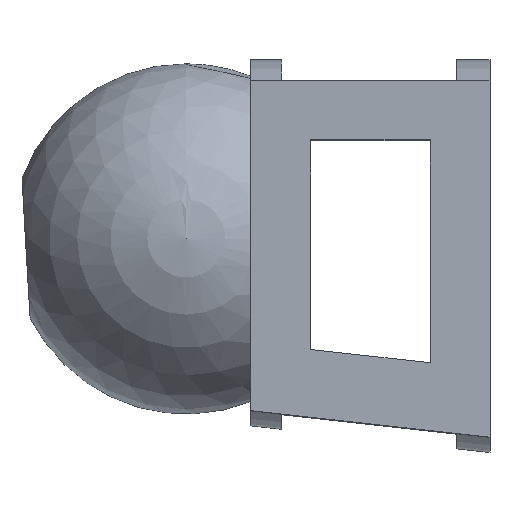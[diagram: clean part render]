
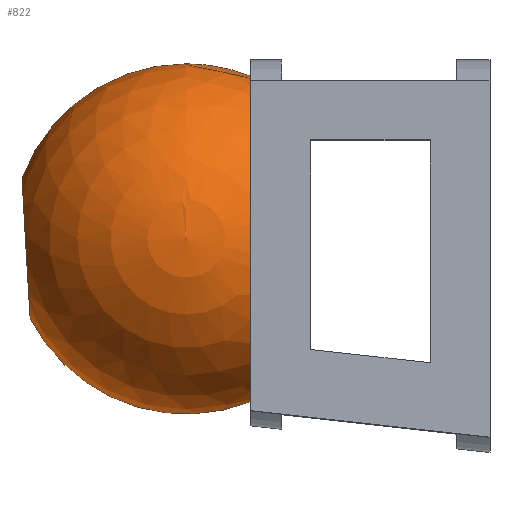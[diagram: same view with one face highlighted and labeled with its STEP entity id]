
A CAD part, top view. The second image highlights one B-rep face of the part: STEP entity #822.
In plain terms, the highlighted spherical face has radius 4.577 mm.
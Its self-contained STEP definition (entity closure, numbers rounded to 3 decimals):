
#5 = ORIENTED_EDGE ( 'NONE', *, *, #511, .F. ) ;
#13 = FACE_OUTER_BOUND ( 'NONE', #64, .T. ) ;
#53 = CARTESIAN_POINT ( 'NONE',  ( -140.639, 2.537, 24.422 ) ) ;
#64 = EDGE_LOOP ( 'NONE', ( #199, #1208, #553, #5, #103 ) ) ;
#74 = DIRECTION ( 'NONE',  ( 0., 0., -1. ) ) ;
#77 = CARTESIAN_POINT ( 'NONE',  ( -140.737, 4.216, 24.813 ) ) ;
#81 = CARTESIAN_POINT ( 'NONE',  ( -140.814, 5.568, 23.045 ) ) ;
#103 = ORIENTED_EDGE ( 'NONE', *, *, #428, .F. ) ;
#174 = CARTESIAN_POINT ( 'NONE',  ( -140.603, 1.916, 23.045 ) ) ;
#175 = CIRCLE ( 'NONE', #1117, 4.577 ) ;
#177 = CARTESIAN_POINT ( 'NONE',  ( -136.52, 3.984, 23.045 ) ) ;
#185 = CARTESIAN_POINT ( 'NONE',  ( -140.814, 5.568, 23.165 ) ) ;
#199 = ORIENTED_EDGE ( 'NONE', *, *, #1129, .F. ) ;
#263 = CARTESIAN_POINT ( 'NONE',  ( -140.645, 2.629, 24.497 ) ) ;
#271 = CARTESIAN_POINT ( 'NONE',  ( -140.663, 2.934, 24.687 ) ) ;
#277 = CARTESIAN_POINT ( 'NONE',  ( -140.682, 3.264, 24.824 ) ) ;
#284 = CARTESIAN_POINT ( 'NONE',  ( -140.625, 2.29, 24.159 ) ) ;
#291 = CARTESIAN_POINT ( 'NONE',  ( -140.696, 3.505, 24.871 ) ) ;
#323 = DIRECTION ( 'NONE',  ( -1., 0., 0. ) ) ;
#328 = DIRECTION ( 'NONE',  ( 0., 1., 0. ) ) ;
#344 = CIRCLE ( 'NONE', #476, 4.254 ) ;
#360 = DIRECTION ( 'NONE',  ( 1., 0., 0. ) ) ;
#369 = B_SPLINE_CURVE_WITH_KNOTS ( 'NONE', 3,
 ( #174, #1148, #481, #923, #705, #284, #710, #53, #263, #1243, #271, #277, #291, #1044 ),
 .UNSPECIFIED., .F., .F.,
 ( 4, 2, 2, 2, 2, 2, 4 ),
 ( 0.002, 0.002, 0.003, 0.003, 0.004, 0.004, 0.005 ),
 .UNSPECIFIED. ) ;
#386 = VERTEX_POINT ( 'NONE', #1361 ) ;
#387 = CARTESIAN_POINT ( 'NONE',  ( -140.813, 5.556, 23.286 ) ) ;
#421 = CARTESIAN_POINT ( 'NONE',  ( -140.743, 4.33, 24.778 ) ) ;
#428 = EDGE_CURVE ( 'NONE', #1209, #386, #369, .T. ) ;
#431 = VERTEX_POINT ( 'NONE', #486 ) ;
#476 = AXIS2_PLACEMENT_3D ( 'NONE', #1186, #323, #525 ) ;
#481 = CARTESIAN_POINT ( 'NONE',  ( -140.606, 1.963, 23.523 ) ) ;
#486 = CARTESIAN_POINT ( 'NONE',  ( -134.832, 8.238, 23.045 ) ) ;
#511 = EDGE_CURVE ( 'NONE', #386, #768, #1119, .T. ) ;
#525 = DIRECTION ( 'NONE',  ( 0., -1., 0. ) ) ;
#553 = ORIENTED_EDGE ( 'NONE', *, *, #1328, .T. ) ;
#629 = CARTESIAN_POINT ( 'NONE',  ( -134.832, -0.27, 23.045 ) ) ;
#696 = CARTESIAN_POINT ( 'NONE',  ( -140.809, 5.475, 23.633 ) ) ;
#703 = CARTESIAN_POINT ( 'NONE',  ( -140.717, 3.861, 24.871 ) ) ;
#705 = CARTESIAN_POINT ( 'NONE',  ( -140.617, 2.158, 23.961 ) ) ;
#710 = CARTESIAN_POINT ( 'NONE',  ( -140.63, 2.368, 24.253 ) ) ;
#768 = VERTEX_POINT ( 'NONE', #813 ) ;
#804 = CARTESIAN_POINT ( 'NONE',  ( -140.779, 4.948, 24.422 ) ) ;
#813 = CARTESIAN_POINT ( 'NONE',  ( -140.814, 5.568, 23.045 ) ) ;
#822 = ADVANCED_FACE ( 'NONE', ( #13 ), #1049, .T. ) ;
#836 = CARTESIAN_POINT ( 'NONE',  ( -140.793, 5.202, 24.168 ) ) ;
#913 = CARTESIAN_POINT ( 'NONE',  ( -140.811, 5.51, 23.519 ) ) ;
#923 = CARTESIAN_POINT ( 'NONE',  ( -140.614, 2.102, 23.856 ) ) ;
#955 = CARTESIAN_POINT ( 'NONE',  ( -140.723, 3.981, 24.86 ) ) ;
#969 = AXIS2_PLACEMENT_3D ( 'NONE', #1198, #1308, #328 ) ;
#1042 = VERTEX_POINT ( 'NONE', #629 ) ;
#1044 = CARTESIAN_POINT ( 'NONE',  ( -140.71, 3.742, 24.871 ) ) ;
#1049 = SPHERICAL_SURFACE ( 'NONE', #1254, 4.577 ) ;
#1071 = EDGE_CURVE ( 'NONE', #1042, #431, #344, .T. ) ;
#1115 = CARTESIAN_POINT ( 'NONE',  ( -136.52, 3.984, 23.045 ) ) ;
#1117 = AXIS2_PLACEMENT_3D ( 'NONE', #1115, #1332, #360 ) ;
#1119 = B_SPLINE_CURVE_WITH_KNOTS ( 'NONE', 3,
 ( #1391, #703, #955, #77, #421, #1359, #1277, #1141, #804, #836, #1169, #696, #913, #387, #185, #81 ),
 .UNSPECIFIED., .F., .F.,
 ( 4, 2, 2, 2, 2, 2, 2, 4 ),
 ( 0.005, 0.005, 0.005, 0.006, 0.006, 0.007, 0.007, 0.007 ),
 .UNSPECIFIED. ) ;
#1129 = EDGE_CURVE ( 'NONE', #1042, #1209, #1264, .T. ) ;
#1141 = CARTESIAN_POINT ( 'NONE',  ( -140.773, 4.856, 24.498 ) ) ;
#1148 = CARTESIAN_POINT ( 'NONE',  ( -140.603, 1.916, 23.285 ) ) ;
#1169 = CARTESIAN_POINT ( 'NONE',  ( -140.801, 5.337, 23.967 ) ) ;
#1186 = CARTESIAN_POINT ( 'NONE',  ( -134.832, 3.984, 23.045 ) ) ;
#1198 = CARTESIAN_POINT ( 'NONE',  ( -136.52, 3.984, 23.045 ) ) ;
#1208 = ORIENTED_EDGE ( 'NONE', *, *, #1071, .T. ) ;
#1209 = VERTEX_POINT ( 'NONE', #1315 ) ;
#1243 = CARTESIAN_POINT ( 'NONE',  ( -140.657, 2.827, 24.63 ) ) ;
#1254 = AXIS2_PLACEMENT_3D ( 'NONE', #177, #74, #1394 ) ;
#1264 = CIRCLE ( 'NONE', #969, 4.577 ) ;
#1277 = CARTESIAN_POINT ( 'NONE',  ( -140.762, 4.657, 24.63 ) ) ;
#1308 = DIRECTION ( 'NONE',  ( 0., 0., -1. ) ) ;
#1315 = CARTESIAN_POINT ( 'NONE',  ( -140.603, 1.916, 23.045 ) ) ;
#1328 = EDGE_CURVE ( 'NONE', #431, #768, #175, .T. ) ;
#1332 = DIRECTION ( 'NONE',  ( 0., 0., 1. ) ) ;
#1359 = CARTESIAN_POINT ( 'NONE',  ( -140.756, 4.55, 24.687 ) ) ;
#1361 = CARTESIAN_POINT ( 'NONE',  ( -140.71, 3.742, 24.871 ) ) ;
#1391 = CARTESIAN_POINT ( 'NONE',  ( -140.71, 3.742, 24.871 ) ) ;
#1394 = DIRECTION ( 'NONE',  ( 0., 1., 0. ) ) ;
